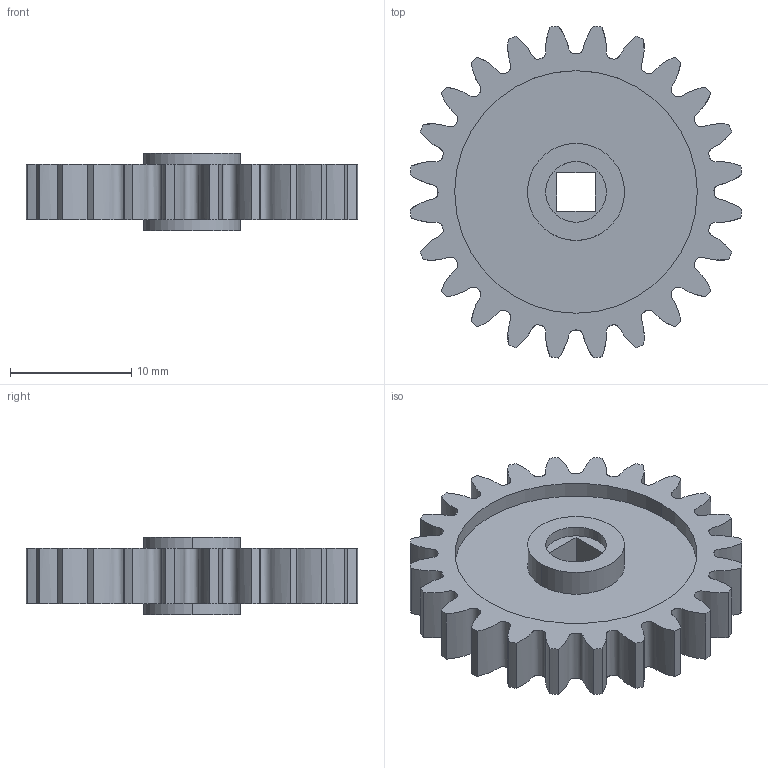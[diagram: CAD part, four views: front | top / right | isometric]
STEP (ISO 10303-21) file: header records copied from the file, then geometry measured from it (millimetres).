
FILE_DESCRIPTION (( 'STEP AP203' ), '1' );
FILE_NAME ('228-2500-227.STEP', '2015-04-27T19:30:45', ( '' ), ( '' ), 'SwSTEP 2.0', 'SolidWorks 2014', '' );
FILE_SCHEMA (( 'CONFIG_CONTROL_DESIGN' ));
Length unit declared in the file: millimetre
Products named in the file (1): 228-2500-227
Bounding box: 27.36 x 27.36 x 6.35 mm (x, y, z)
Volume: 1628.7 mm3; surface area: 2041 mm2
Topology: 1 solids, 1 shells, 72 faces, 192 edges, 128 vertices
Faces by surface type: cylinder 36, bspline 24, plane 12
Entity records: 9885 total; most frequent: CARTESIAN_POINT 8097, ORIENTED_EDGE 384, DIRECTION 314, EDGE_CURVE 192, VERTEX_POINT 128, AXIS2_PLACEMENT_3D 121, EDGE_LOOP 80, LINE 72
